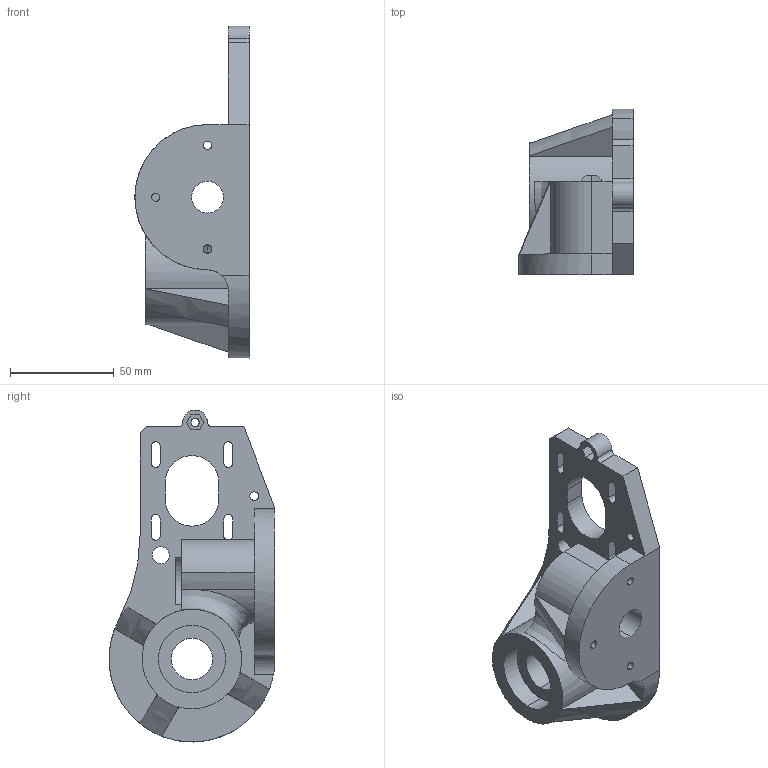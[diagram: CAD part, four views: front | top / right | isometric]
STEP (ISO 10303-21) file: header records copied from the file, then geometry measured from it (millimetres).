
FILE_DESCRIPTION (( 'STEP AP203' ), '1' );
FILE_NAME ('BaseWall_2_v2_Default_sldprt.STEP', '2025-10-23T01:45:51', ( '' ), ( '' ), 'SwSTEP 2.0', 'SolidWorks 2024', '' );
FILE_SCHEMA (( 'CONFIG_CONTROL_DESIGN' ));
Length unit declared in the file: millimetre
Products named in the file (1): BaseWall_2_v2_Default_sldprt
Bounding box: 55 x 79.98 x 160 mm (x, y, z)
Volume: 203286.6 mm3; surface area: 44236.7 mm2
Topology: 1 solids, 1 shells, 131 faces, 354 edges, 232 vertices
Faces by surface type: cylinder 65, plane 60, cone 4, bspline 2
Entity records: 4551 total; most frequent: CARTESIAN_POINT 1029, DIRECTION 742, ORIENTED_EDGE 708, EDGE_CURVE 354, AXIS2_PLACEMENT_3D 275, VERTEX_POINT 232, VECTOR 192, LINE 192
